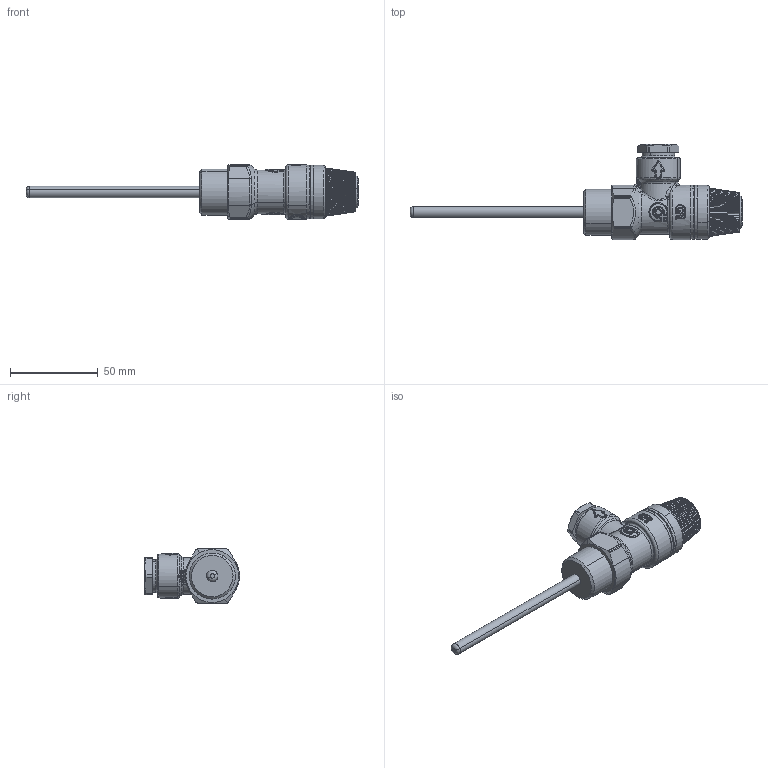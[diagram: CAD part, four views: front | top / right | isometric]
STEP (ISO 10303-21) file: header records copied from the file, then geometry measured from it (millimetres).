
FILE_DESCRIPTION(('CATIA V5 STEP Exchange','CAx-IF Rec.Pracs.--- Model Styling and Organization---1.5--- 2016-08-15','CAx-IF Rec.Pracs.---Supplemental Geometry---1.0---2011-11-01','CAx-IF Rec.Pracs.--- Composite Materials ---3.4---2017-06-13','CAx-IF Rec.Pracs.---Tessellated 3D Geometry---1.0---2015-12-17'),'2;1');
FILE_NAME('STEP_309542_-_TST.stp','2024-09-27T13:37:28+00:00',('none'),('none'),'CATIA Version 5-6 Release 2020 SP5','CATIA V5 STEP AP242 v2','none');
FILE_SCHEMA(('AP242_MANAGED_MODEL_BASED_3D_ENGINEERING_MIM_LF {1 0 10303 442 1 1 4}'));
Products named in the file (1): 309542 - TST
Bounding box: 188.79 x 54.05 x 31.75 mm (x, y, z)
Volume: 68508.5 mm3; surface area: 15812.1 mm2
Topology: 1 solids, 2 shells, 1128 faces, 2776 edges, 1580 vertices
Faces by surface type: bspline 726, cylinder 166, plane 84, sphere 71, torus 47, cone 32, revolution 2
Entity records: 72316 total; most frequent: CARTESIAN_POINT 53076, ORIENTED_EDGE 5364, EDGE_CURVE 2682, B_SPLINE_CURVE_WITH_KNOTS 1974, VERTEX_POINT 1580, DIRECTION 1370, EDGE_LOOP 1152, ADVANCED_FACE 1128
